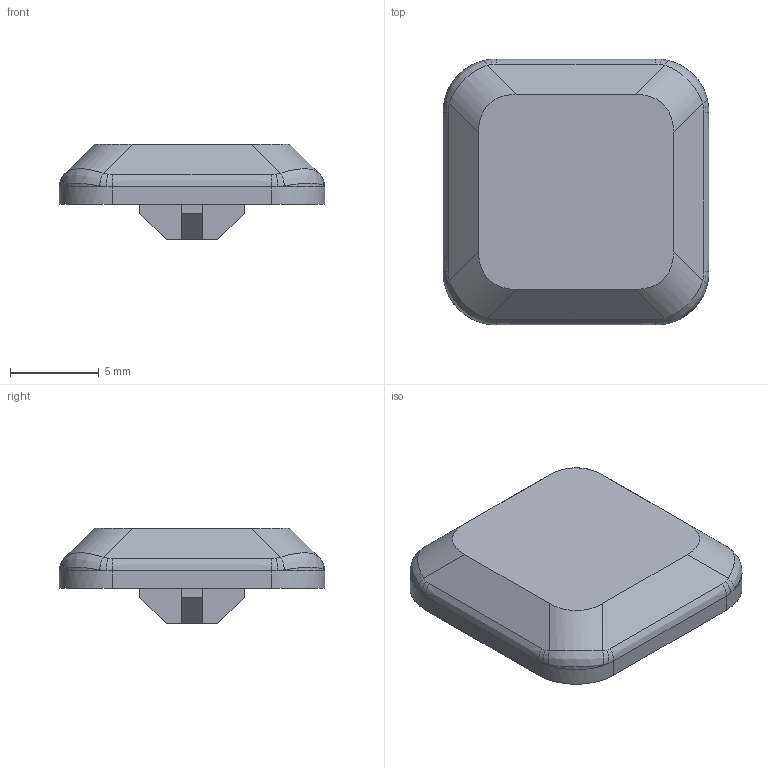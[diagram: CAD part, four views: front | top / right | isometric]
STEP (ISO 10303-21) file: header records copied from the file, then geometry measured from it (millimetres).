
FILE_DESCRIPTION(('FreeCAD Model'),'2;1');
FILE_NAME('Open CASCADE Shape Model','2024-10-27T10:22:11',(''),(''), 'Open CASCADE STEP processor 7.7','FreeCAD','Unknown');
FILE_SCHEMA(('AUTOMOTIVE_DESIGN { 1 0 10303 214 1 1 1 1 }'));
Length unit declared in the file: millimetre
Products named in the file (1): Body
Bounding box: 15 x 15 x 5.4 mm (x, y, z)
Volume: 497.2 mm3; surface area: 655.1 mm2
Topology: 1 solids, 1 shells, 72 faces, 180 edges, 112 vertices
Faces by surface type: plane 32, bspline 24, cylinder 16
Entity records: 3093 total; most frequent: CARTESIAN_POINT 1656, ORIENTED_EDGE 360, DIRECTION 226, EDGE_CURVE 180, VERTEX_POINT 112, LINE 88, VECTOR 88, FACE_BOUND 74
